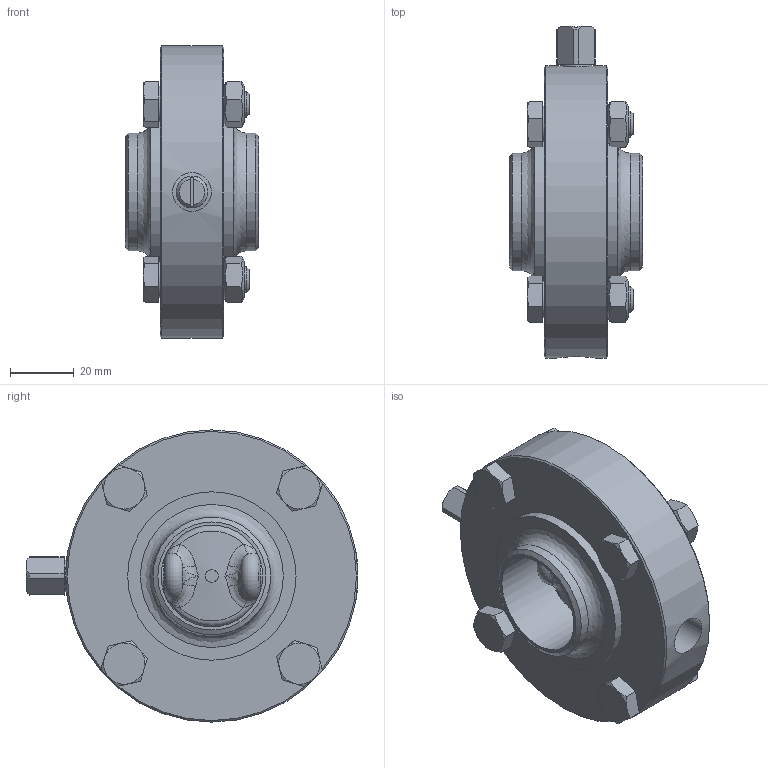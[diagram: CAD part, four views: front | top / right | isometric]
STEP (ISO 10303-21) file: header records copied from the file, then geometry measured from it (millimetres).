
FILE_DESCRIPTION((''),'2;1');
FILE_NAME('52200032X130.stp','2010-10-29T08:58:11',('Creator'),(''),'Autodesk Inventor 2010','Autodesk Inventor 2010','');
FILE_SCHEMA(('AUTOMOTIVE_DESIGN { 1 0 10303 214 1 1 1 1 }'));
Length unit declared in the file: millimetre
Products named in the file (1): 52200032X130
Bounding box: 42 x 104.5 x 92 mm (x, y, z)
Volume: 139518.9 mm3; surface area: 35923.3 mm2
Topology: 1 solids, 5 shells, 243 faces, 571 edges, 338 vertices
Faces by surface type: plane 105, cone 54, cylinder 42, bspline 30, torus 8, sphere 4
Full cylindrical faces by diameter (mm): 4.134 x1, 7.323 x4, 8 x8, 8.5 x4, 10 x2, 11.4 x4, 12.2 x2, 32 x2, 37 x2, 53 x2, 92 x1
Entity records: 8691 total; most frequent: CARTESIAN_POINT 4005, ORIENTED_EDGE 948, DIRECTION 900, EDGE_CURVE 474, AXIS2_PLACEMENT_3D 396, EDGE_LOOP 334, VERTEX_POINT 318, FACE_OUTER_BOUND 242
